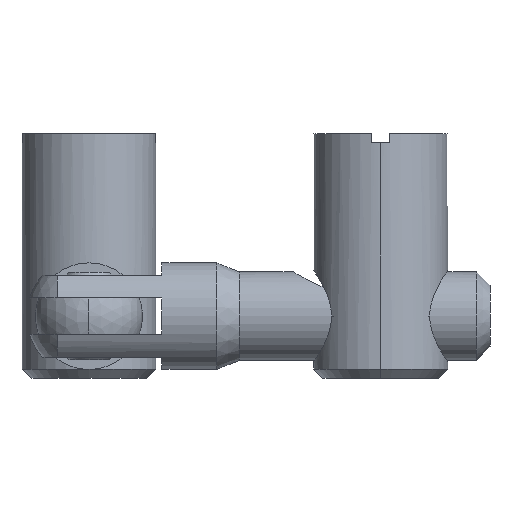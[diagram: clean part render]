
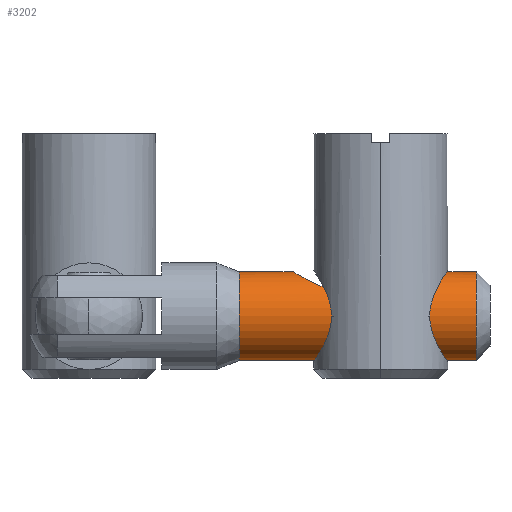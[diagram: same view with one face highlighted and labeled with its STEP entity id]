
A CAD part, left-side view. The second image highlights one B-rep face of the part: STEP entity #3202.
In plain terms, the highlighted cylindrical face has radius 4.85 mm (diameter 9.7 mm), a partial arc.
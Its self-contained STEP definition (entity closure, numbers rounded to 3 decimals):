
#33 = CARTESIAN_POINT ( 'NONE',  ( 12.879, -4.191, 2.441 ) ) ;
#133 = CARTESIAN_POINT ( 'NONE',  ( 18.539, -1.736, 4.531 ) ) ;
#184 = CARTESIAN_POINT ( 'NONE',  ( 18.435, -1.88, 4.473 ) ) ;
#229 = VERTEX_POINT ( 'NONE', #975 ) ;
#234 = CARTESIAN_POINT ( 'NONE',  ( 12.13, -4.191, 2.441 ) ) ;
#265 = CARTESIAN_POINT ( 'NONE',  ( 26., 0., 0. ) ) ;
#299 = DIRECTION ( 'NONE',  ( -1., 0., 0. ) ) ;
#319 = CARTESIAN_POINT ( 'NONE',  ( 10.656, -4.044, 2.681 ) ) ;
#342 = CARTESIAN_POINT ( 'NONE',  ( 18.728, -1.429, 4.638 ) ) ;
#439 = VERTEX_POINT ( 'NONE', #3455 ) ;
#450 = VERTEX_POINT ( 'NONE', #1372 ) ;
#452 = EDGE_CURVE ( 'NONE', #450, #1578, #674, .T. ) ;
#482 = CARTESIAN_POINT ( 'NONE',  ( 11.75, -4.172, 2.474 ) ) ;
#594 = CARTESIAN_POINT ( 'NONE',  ( 17.697, -2.634, 4.074 ) ) ;
#609 = CARTESIAN_POINT ( 'NONE',  ( 17.83, -2.523, 4.145 ) ) ;
#624 = CARTESIAN_POINT ( 'NONE',  ( 18.086, -2.282, 4.282 ) ) ;
#673 = VERTEX_POINT ( 'NONE', #1672 ) ;
#674 = B_SPLINE_CURVE_WITH_KNOTS ( 'NONE', 3,
 ( #2675, #860, #797, #835, #2084, #2875, #342, #133, #184, #1937, #624, #609, #594, #2475, #931, #950, #966, #943, #981, #2199, #1562, #2467, #33, #234, #482, #2385, #319, #725, #738, #2248, #1608, #2341, #1799, #1590, #1029, #1530, #1046, #871, #1682, #2353, #1833, #2029 ),
 .UNSPECIFIED., .F., .F.,
 ( 4, 2, 2, 2, 2, 2, 2, 2, 2, 2, 2, 2, 2, 2, 2, 2, 2, 2, 2, 2, 4 ),
 ( 0.02, 0.021, 0.021, 0.022, 0.022, 0.023, 0.024, 0.025, 0.026, 0.027, 0.028, 0.029, 0.03, 0.031, 0.033, 0.034, 0.035, 0.036, 0.037, 0.038, 0.038 ),
 .UNSPECIFIED. ) ;
#725 = CARTESIAN_POINT ( 'NONE',  ( 9.949, -3.895, 2.893 ) ) ;
#738 = CARTESIAN_POINT ( 'NONE',  ( 9.605, -3.801, 3.017 ) ) ;
#741 = AXIS2_PLACEMENT_3D ( 'NONE', #3507, #1555, #1183 ) ;
#797 = CARTESIAN_POINT ( 'NONE',  ( 19.081, -0.374, 4.839 ) ) ;
#799 = FACE_OUTER_BOUND ( 'NONE', #2027, .T. ) ;
#829 = AXIS2_PLACEMENT_3D ( 'NONE', #2517, #1593, #2862 ) ;
#835 = CARTESIAN_POINT ( 'NONE',  ( 19.006, -0.745, 4.796 ) ) ;
#860 = CARTESIAN_POINT ( 'NONE',  ( 19.1, -0.188, 4.85 ) ) ;
#871 = CARTESIAN_POINT ( 'NONE',  ( 6.047, -0.918, 4.766 ) ) ;
#882 = CIRCLE ( 'NONE', #2338, 4.85 ) ;
#931 = CARTESIAN_POINT ( 'NONE',  ( 16.991, -3.127, 3.713 ) ) ;
#943 = CARTESIAN_POINT ( 'NONE',  ( 15.392, -3.802, 3.016 ) ) ;
#950 = CARTESIAN_POINT ( 'NONE',  ( 16.373, -3.443, 3.423 ) ) ;
#966 = CARTESIAN_POINT ( 'NONE',  ( 16.051, -3.577, 3.28 ) ) ;
#975 = CARTESIAN_POINT ( 'NONE',  ( 0., 0., -4.85 ) ) ;
#981 = CARTESIAN_POINT ( 'NONE',  ( 15.053, -3.894, 2.894 ) ) ;
#1029 = CARTESIAN_POINT ( 'NONE',  ( 6.905, -2.29, 4.286 ) ) ;
#1044 = DIRECTION ( 'NONE',  ( -1., 0., 0. ) ) ;
#1046 = CARTESIAN_POINT ( 'NONE',  ( 6.256, -1.434, 4.647 ) ) ;
#1183 = DIRECTION ( 'NONE',  ( 0., 0., 1. ) ) ;
#1372 = CARTESIAN_POINT ( 'NONE',  ( 19.1, 0., 4.85 ) ) ;
#1391 = VECTOR ( 'NONE', #299, 1000. ) ;
#1419 = VERTEX_POINT ( 'NONE', #2583 ) ;
#1428 = CARTESIAN_POINT ( 'NONE',  ( 27.5, 0., 4.85 ) ) ;
#1448 = ORIENTED_EDGE ( 'NONE', *, *, #2573, .T. ) ;
#1530 = CARTESIAN_POINT ( 'NONE',  ( 6.449, -1.74, 4.537 ) ) ;
#1555 = DIRECTION ( 'NONE',  ( -1., 0., 0. ) ) ;
#1562 = CARTESIAN_POINT ( 'NONE',  ( 13.986, -4.098, 2.594 ) ) ;
#1578 = VERTEX_POINT ( 'NONE', #2040 ) ;
#1590 = CARTESIAN_POINT ( 'NONE',  ( 7.161, -2.527, 4.148 ) ) ;
#1593 = DIRECTION ( 'NONE',  ( -1., 0., 0. ) ) ;
#1605 = ORIENTED_EDGE ( 'NONE', *, *, #452, .T. ) ;
#1608 = CARTESIAN_POINT ( 'NONE',  ( 8.627, -3.443, 3.423 ) ) ;
#1672 = CARTESIAN_POINT ( 'NONE',  ( 0., 0., 4.85 ) ) ;
#1682 = CARTESIAN_POINT ( 'NONE',  ( 5.993, -0.742, 4.796 ) ) ;
#1735 = ORIENTED_EDGE ( 'NONE', *, *, #2221, .T. ) ;
#1799 = CARTESIAN_POINT ( 'NONE',  ( 7.715, -2.947, 3.861 ) ) ;
#1833 = CARTESIAN_POINT ( 'NONE',  ( 5.9, -0.189, 4.85 ) ) ;
#1908 = CARTESIAN_POINT ( 'NONE',  ( 27.5, 0., -4.85 ) ) ;
#1936 = EDGE_CURVE ( 'NONE', #439, #229, #3458, .T. ) ;
#1937 = CARTESIAN_POINT ( 'NONE',  ( 18.208, -2.153, 4.349 ) ) ;
#2027 = EDGE_LOOP ( 'NONE', ( #3116, #1448, #2936, #1605, #1735, #3370 ) ) ;
#2029 = CARTESIAN_POINT ( 'NONE',  ( 5.9, 0., 4.85 ) ) ;
#2040 = CARTESIAN_POINT ( 'NONE',  ( 5.9, 0., 4.85 ) ) ;
#2084 = CARTESIAN_POINT ( 'NONE',  ( 18.951, -0.923, 4.765 ) ) ;
#2199 = CARTESIAN_POINT ( 'NONE',  ( 14.352, -4.042, 2.683 ) ) ;
#2221 = EDGE_CURVE ( 'NONE', #1578, #673, #2235, .T. ) ;
#2235 = LINE ( 'NONE', #2404, #2962 ) ;
#2243 = CIRCLE ( 'NONE', #829, 4.85 ) ;
#2248 = CARTESIAN_POINT ( 'NONE',  ( 8.945, -3.575, 3.282 ) ) ;
#2338 = AXIS2_PLACEMENT_3D ( 'NONE', #265, #3489, #3479 ) ;
#2341 = CARTESIAN_POINT ( 'NONE',  ( 8.013, -3.129, 3.711 ) ) ;
#2353 = CARTESIAN_POINT ( 'NONE',  ( 5.92, -0.378, 4.839 ) ) ;
#2385 = CARTESIAN_POINT ( 'NONE',  ( 11.015, -4.099, 2.594 ) ) ;
#2404 = CARTESIAN_POINT ( 'NONE',  ( 27.5, 0., 4.85 ) ) ;
#2430 = EDGE_CURVE ( 'NONE', #1419, #450, #3428, .T. ) ;
#2467 = CARTESIAN_POINT ( 'NONE',  ( 13.25, -4.172, 2.474 ) ) ;
#2475 = CARTESIAN_POINT ( 'NONE',  ( 17.284, -2.947, 3.86 ) ) ;
#2517 = CARTESIAN_POINT ( 'NONE',  ( 0., 0., 0. ) ) ;
#2529 = CYLINDRICAL_SURFACE ( 'NONE', #741, 4.85 ) ;
#2573 = EDGE_CURVE ( 'NONE', #439, #1419, #882, .T. ) ;
#2583 = CARTESIAN_POINT ( 'NONE',  ( 26., 0., 4.85 ) ) ;
#2675 = CARTESIAN_POINT ( 'NONE',  ( 19.1, 0., 4.85 ) ) ;
#2759 = VECTOR ( 'NONE', #2961, 1000. ) ;
#2862 = DIRECTION ( 'NONE',  ( 0., 0., 1. ) ) ;
#2875 = CARTESIAN_POINT ( 'NONE',  ( 18.813, -1.264, 4.686 ) ) ;
#2936 = ORIENTED_EDGE ( 'NONE', *, *, #2430, .T. ) ;
#2961 = DIRECTION ( 'NONE',  ( -1., 0., 0. ) ) ;
#2962 = VECTOR ( 'NONE', #1044, 1000. ) ;
#3116 = ORIENTED_EDGE ( 'NONE', *, *, #1936, .F. ) ;
#3202 = ADVANCED_FACE ( 'NONE', ( #799 ), #2529, .T. ) ;
#3370 = ORIENTED_EDGE ( 'NONE', *, *, #3393, .F. ) ;
#3393 = EDGE_CURVE ( 'NONE', #229, #673, #2243, .T. ) ;
#3428 = LINE ( 'NONE', #1428, #2759 ) ;
#3455 = CARTESIAN_POINT ( 'NONE',  ( 26., 0., -4.85 ) ) ;
#3458 = LINE ( 'NONE', #1908, #1391 ) ;
#3479 = DIRECTION ( 'NONE',  ( 0., 0., -1. ) ) ;
#3489 = DIRECTION ( 'NONE',  ( -1., 0., 0. ) ) ;
#3507 = CARTESIAN_POINT ( 'NONE',  ( 27.5, 0., 0. ) ) ;
